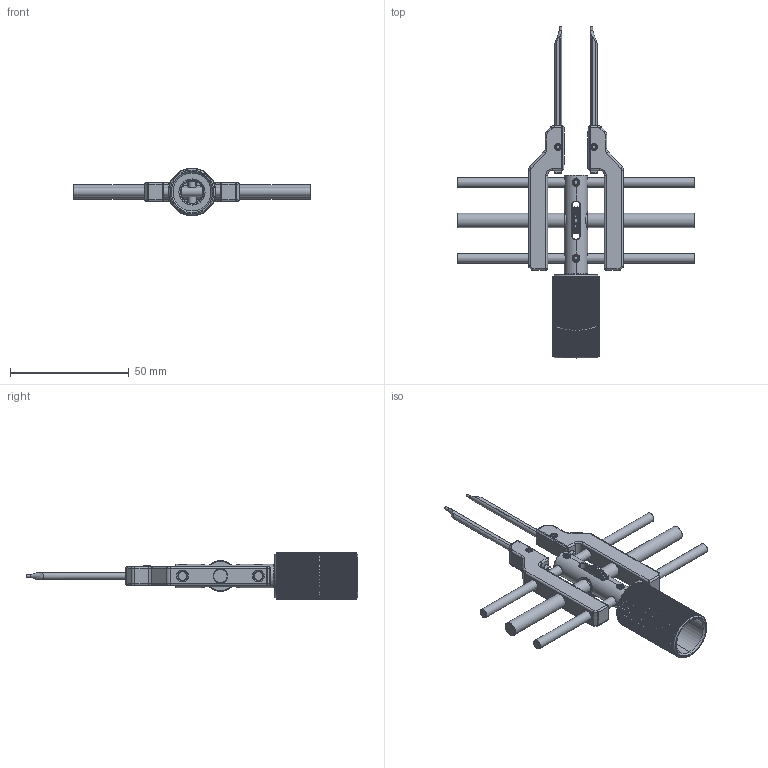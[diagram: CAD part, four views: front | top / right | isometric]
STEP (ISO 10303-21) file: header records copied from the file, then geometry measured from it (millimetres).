
FILE_DESCRIPTION (( 'STEP AP203' ), '1' );
FILE_NAME ('530088.STEP', '2025-05-07T06:59:21', ( 'Windows User' ), ( 'P R C' ), 'SwSTEP 2.0', 'SolidWorks 2020', '' );
FILE_SCHEMA (( 'CONFIG_CONTROL_DESIGN' ));
Length unit declared in the file: millimetre
Products named in the file (1): 530088
Bounding box: 100 x 140 x 20 mm (x, y, z)
Surface area: 15651.2 mm2 (no closed solid volume)
Topology: 0 solids, 259 shells, 830 faces, 3455 edges, 2863 vertices
Faces by surface type: plane 472, cylinder 251, cone 59, bspline 48
Full cylindrical faces by diameter (mm): 1 x2, 2.05 x1, 3 x6, 4 x2, 4.8 x2, 6 x2
Entity records: 44275 total; most frequent: CARTESIAN_POINT 18745, ORIENTED_EDGE 4754, DIRECTION 4500, EDGE_CURVE 3374, VERTEX_POINT 2842, AXIS2_PLACEMENT_3D 1577, VECTOR 1346, LINE 1346
